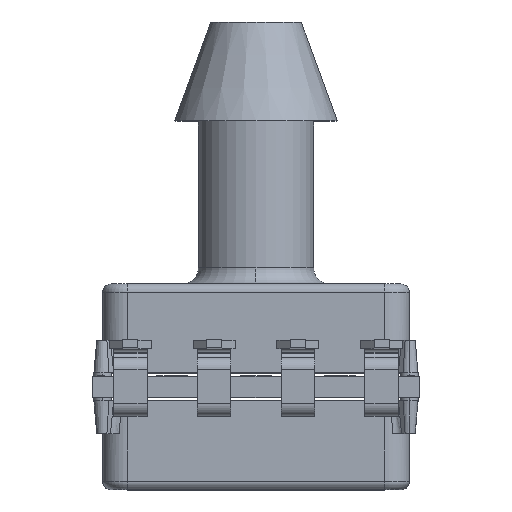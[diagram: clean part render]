
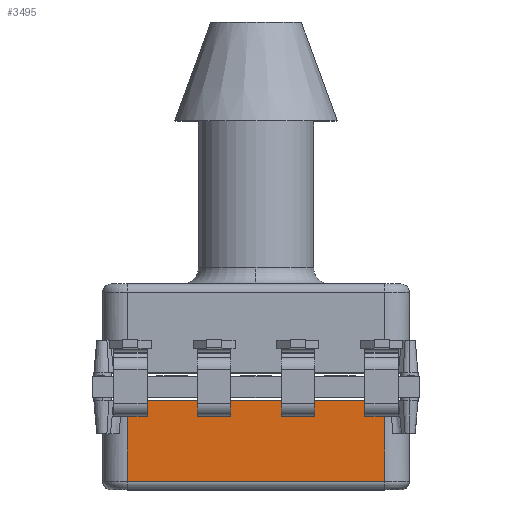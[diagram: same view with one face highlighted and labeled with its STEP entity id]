
A CAD part, top view. The second image highlights one B-rep face of the part: STEP entity #3495.
In plain terms, the highlighted face is planar.
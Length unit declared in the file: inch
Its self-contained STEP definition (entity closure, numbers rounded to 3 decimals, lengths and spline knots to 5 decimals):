
#1000 = CARTESIAN_POINT ( 'NONE',  ( -0.15354, 0.0963, -0.1376 ) ) ;
#1061 = CARTESIAN_POINT ( 'NONE',  ( 0.15354, 0.0963, -0.1376 ) ) ;
#1123 = CARTESIAN_POINT ( 'NONE',  ( 0.15354, 0., -0.1376 ) ) ;
#1128 = CARTESIAN_POINT ( 'NONE',  ( -0.15354, 0., -0.1376 ) ) ;
#3143 = EDGE_CURVE ( 'NONE', #11488, #11518, #8748, .T. ) ;
#3168 = EDGE_CURVE ( 'NONE', #11408, #11488, #8758, .T. ) ;
#3181 = EDGE_CURVE ( 'NONE', #11362, #11518, #8796, .T. ) ;
#3227 = EDGE_CURVE ( 'NONE', #11362, #11408, #8934, .T. ) ;
#3495 = ADVANCED_FACE ( 'NONE', ( #9541 ), #4189, .F. ) ;
#4172 = CARTESIAN_POINT ( 'NONE',  ( -0.15354, 0.1063, -0.1376 ) ) ;
#4183 = DIRECTION ( 'NONE',  ( 0., 0., 1. ) ) ;
#4189 = PLANE ( 'NONE',  #12337 ) ;
#4210 = DIRECTION ( 'NONE',  ( 1., 0., 0. ) ) ;
#5628 = ORIENTED_EDGE ( 'NONE', *, *, #3181, .F. ) ;
#7557 = ORIENTED_EDGE ( 'NONE', *, *, #3168, .T. ) ;
#7563 = ORIENTED_EDGE ( 'NONE', *, *, #3227, .T. ) ;
#7607 = ORIENTED_EDGE ( 'NONE', *, *, #3143, .T. ) ;
#8739 = VECTOR ( 'NONE', #10294, 39.37008 ) ;
#8743 = VECTOR ( 'NONE', #10194, 39.37008 ) ;
#8748 = LINE ( 'NONE', #10198, #8743 ) ;
#8758 = LINE ( 'NONE', #10264, #8739 ) ;
#8796 = LINE ( 'NONE', #10315, #8852 ) ;
#8852 = VECTOR ( 'NONE', #10279, 39.37008 ) ;
#8934 = LINE ( 'NONE', #10470, #8950 ) ;
#8950 = VECTOR ( 'NONE', #10440, 39.37008 ) ;
#9541 = FACE_OUTER_BOUND ( 'NONE', #13312, .T. ) ;
#10194 = DIRECTION ( 'NONE',  ( -1., 0., 0. ) ) ;
#10198 = CARTESIAN_POINT ( 'NONE',  ( -0.15354, 0., -0.1376 ) ) ;
#10264 = CARTESIAN_POINT ( 'NONE',  ( 0.15354, 0.1063, -0.1376 ) ) ;
#10279 = DIRECTION ( 'NONE',  ( 0., -1., 0. ) ) ;
#10294 = DIRECTION ( 'NONE',  ( 0., -1., 0. ) ) ;
#10315 = CARTESIAN_POINT ( 'NONE',  ( -0.15354, 0.1063, -0.1376 ) ) ;
#10440 = DIRECTION ( 'NONE',  ( 1., 0., 0. ) ) ;
#10470 = CARTESIAN_POINT ( 'NONE',  ( 0.15354, 0.0963, -0.1376 ) ) ;
#11362 = VERTEX_POINT ( 'NONE', #1000 ) ;
#11408 = VERTEX_POINT ( 'NONE', #1061 ) ;
#11488 = VERTEX_POINT ( 'NONE', #1123 ) ;
#11518 = VERTEX_POINT ( 'NONE', #1128 ) ;
#12337 = AXIS2_PLACEMENT_3D ( 'NONE', #4172, #4183, #4210 ) ;
#13312 = EDGE_LOOP ( 'NONE', ( #5628, #7563, #7557, #7607 ) ) ;
